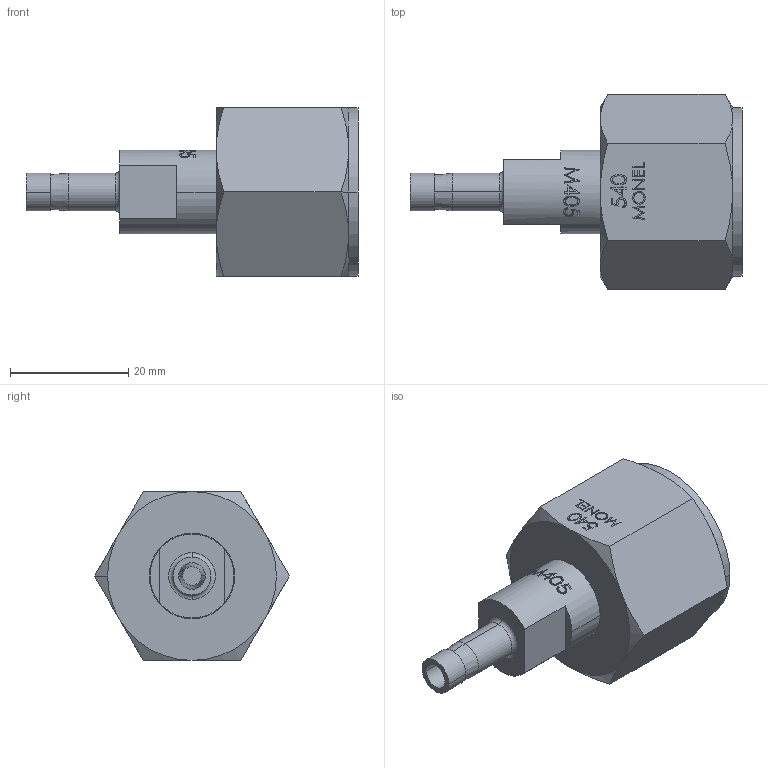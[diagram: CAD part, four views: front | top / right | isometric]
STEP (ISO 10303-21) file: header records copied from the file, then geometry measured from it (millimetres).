
FILE_DESCRIPTION (( 'STEP AP203' ), '1' );
FILE_NAME ('INL-540MO-4TC-34R.STEP', '2024-11-19T19:41:15', ( '' ), ( '' ), 'SwSTEP 2.0', 'SolidWorks 2018', '' );
FILE_SCHEMA (( 'CONFIG_CONTROL_DESIGN' ));
Length unit declared in the file: inch
Products named in the file (5): PRT-000977; PRT-001569; PRT-002637; ASY-002111; INL-540MO-4TC-34R
Assembly tree (4 placements, depth 3):
  INL-540MO-4TC-34R
    ASY-002111
      PRT-002637
      PRT-000977
    PRT-001569
Bounding box: 56.17 x 33 x 28.57 mm (x, y, z)
Volume: 14758.6 mm3; surface area: 9313.5 mm2
Topology: 3 solids, 3 shells, 177 faces, 667 edges, 520 vertices
Faces by surface type: plane 53, cylinder 43, cone 37, bspline 32, torus 10, sphere 2
Entity records: 15350 total; most frequent: CARTESIAN_POINT 9681, ORIENTED_EDGE 1334, DIRECTION 744, EDGE_CURVE 667, VERTEX_POINT 520, B_SPLINE_CURVE_WITH_KNOTS 368, AXIS2_PLACEMENT_3D 292, EDGE_LOOP 205
